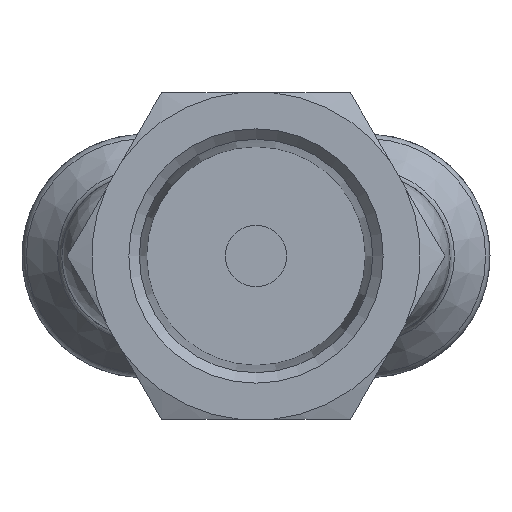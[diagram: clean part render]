
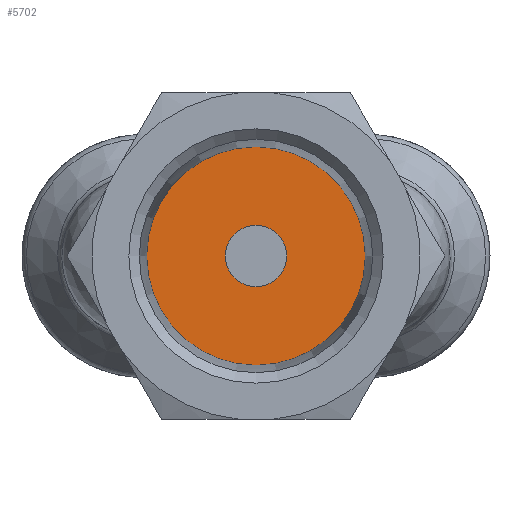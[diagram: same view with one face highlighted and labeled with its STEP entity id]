
A CAD part, front view. The second image highlights one B-rep face of the part: STEP entity #5702.
In plain terms, the highlighted face is planar.
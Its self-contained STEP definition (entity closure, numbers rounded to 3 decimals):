
#5535=CARTESIAN_POINT('',(-12.8,5.347,0.0));
#5536=VERTEX_POINT('',#5535);
#5537=CARTESIAN_POINT('',(-12.8,0.,0.0));
#5538=DIRECTION('',(-1.0,0.0,0.0));
#5539=DIRECTION('',(0.0,1.0,0.0));
#5540=AXIS2_PLACEMENT_3D('',#5537,#5538,#5539);
#5541=CIRCLE('',#5540,5.348);
#5542=EDGE_CURVE('',#5536,#5536,#5541,.T.);
#5679=CARTESIAN_POINT('',(-12.8,1.5,0.0));
#5680=VERTEX_POINT('',#5679);
#5681=CARTESIAN_POINT('',(-12.8,0.,0.0));
#5682=DIRECTION('',(-1.0,0.0,0.0));
#5683=DIRECTION('',(0.0,1.0,0.0));
#5684=AXIS2_PLACEMENT_3D('',#5681,#5682,#5683);
#5685=CIRCLE('',#5684,1.5);
#5686=EDGE_CURVE('',#5680,#5680,#5685,.T.);
#5691=CARTESIAN_POINT('',(-12.8,3.424,0.0));
#5692=DIRECTION('',(1.0,0.0,0.0));
#5693=DIRECTION('',(0.0,0.0,-1.0));
#5694=AXIS2_PLACEMENT_3D('',#5691,#5692,#5693);
#5695=PLANE('',#5694);
#5696=ORIENTED_EDGE('',*,*,#5542,.T.);
#5697=EDGE_LOOP('',(#5696));
#5698=FACE_OUTER_BOUND('',#5697,.T.);
#5699=ORIENTED_EDGE('',*,*,#5686,.F.);
#5700=EDGE_LOOP('',(#5699));
#5701=FACE_BOUND('',#5700,.T.);
#5702=ADVANCED_FACE('',(#5698,#5701),#5695,.F.);
